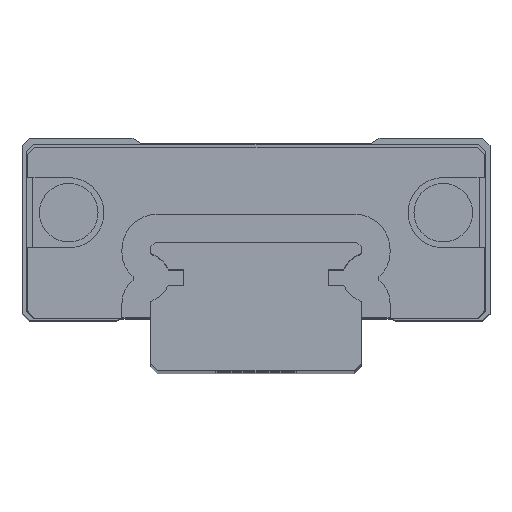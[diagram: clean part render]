
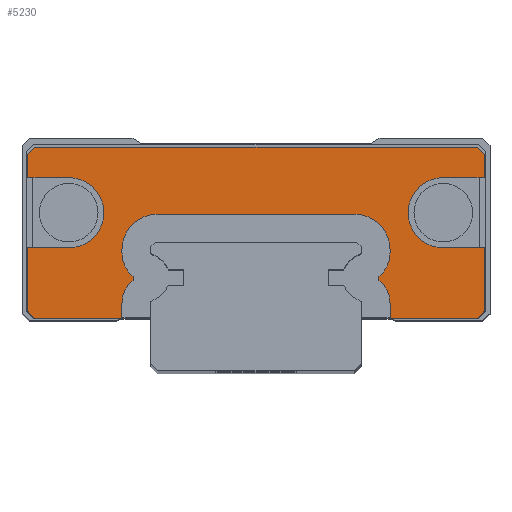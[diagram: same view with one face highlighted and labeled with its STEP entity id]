
A CAD part, top view. The second image highlights one B-rep face of the part: STEP entity #5230.
In plain terms, the highlighted planar face has unit normal (0, 0, 1).
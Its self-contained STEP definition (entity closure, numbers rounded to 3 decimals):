
#108=CIRCLE('',#7223,1.5);
#110=CIRCLE('',#7230,1.5);
#123=CIRCLE('',#7273,1.3);
#124=CIRCLE('',#7274,0.1);
#125=CIRCLE('',#7275,1.3);
#126=CIRCLE('',#7276,1.5);
#127=CIRCLE('',#7277,1.5);
#128=CIRCLE('',#7278,1.3);
#129=CIRCLE('',#7279,0.1);
#130=CIRCLE('',#7280,1.3);
#1047=ORIENTED_EDGE('',*,*,#1986,.T.);
#1048=ORIENTED_EDGE('',*,*,#2099,.F.);
#1049=ORIENTED_EDGE('',*,*,#2097,.F.);
#1050=ORIENTED_EDGE('',*,*,#2061,.F.);
#1051=ORIENTED_EDGE('',*,*,#2096,.T.);
#1052=ORIENTED_EDGE('',*,*,#2056,.F.);
#1053=ORIENTED_EDGE('',*,*,#2094,.F.);
#1054=ORIENTED_EDGE('',*,*,#2092,.F.);
#1055=ORIENTED_EDGE('',*,*,#2090,.F.);
#1056=ORIENTED_EDGE('',*,*,#2088,.F.);
#1057=ORIENTED_EDGE('',*,*,#2086,.F.);
#1058=ORIENTED_EDGE('',*,*,#2071,.F.);
#1059=ORIENTED_EDGE('',*,*,#2104,.T.);
#1060=ORIENTED_EDGE('',*,*,#2066,.F.);
#1061=ORIENTED_EDGE('',*,*,#2102,.F.);
#1062=ORIENTED_EDGE('',*,*,#2100,.F.);
#1063=ORIENTED_EDGE('',*,*,#1916,.T.);
#1064=ORIENTED_EDGE('',*,*,#2230,.F.);
#1065=ORIENTED_EDGE('',*,*,#2231,.F.);
#1066=ORIENTED_EDGE('',*,*,#2232,.T.);
#1067=ORIENTED_EDGE('',*,*,#2233,.F.);
#1068=ORIENTED_EDGE('',*,*,#2234,.F.);
#1069=ORIENTED_EDGE('',*,*,#2235,.F.);
#1070=ORIENTED_EDGE('',*,*,#2236,.F.);
#1071=ORIENTED_EDGE('',*,*,#2237,.F.);
#1072=ORIENTED_EDGE('',*,*,#2238,.F.);
#1073=ORIENTED_EDGE('',*,*,#2239,.F.);
#1074=ORIENTED_EDGE('',*,*,#2240,.T.);
#1075=ORIENTED_EDGE('',*,*,#2241,.F.);
#1076=ORIENTED_EDGE('',*,*,#2242,.F.);
#1916=EDGE_CURVE('',#2619,#2618,#3150,.T.);
#1986=EDGE_CURVE('',#2667,#2666,#3212,.T.);
#2056=EDGE_CURVE('',#2731,#2732,#3266,.T.);
#2061=EDGE_CURVE('',#2735,#2736,#3271,.T.);
#2066=EDGE_CURVE('',#2739,#2740,#3276,.T.);
#2071=EDGE_CURVE('',#2743,#2744,#3281,.T.);
#2086=EDGE_CURVE('',#2744,#2757,#3288,.T.);
#2088=EDGE_CURVE('',#2757,#2758,#3290,.T.);
#2090=EDGE_CURVE('',#2758,#2759,#3292,.T.);
#2092=EDGE_CURVE('',#2759,#2760,#3294,.T.);
#2094=EDGE_CURVE('',#2760,#2731,#3296,.T.);
#2096=EDGE_CURVE('',#2735,#2732,#108,.F.);
#2097=EDGE_CURVE('',#2736,#2761,#3297,.T.);
#2099=EDGE_CURVE('',#2761,#2666,#3299,.T.);
#2100=EDGE_CURVE('',#2619,#2762,#3300,.T.);
#2102=EDGE_CURVE('',#2762,#2739,#3302,.T.);
#2104=EDGE_CURVE('',#2743,#2740,#110,.F.);
#2230=EDGE_CURVE('',#2857,#2618,#3416,.T.);
#2231=EDGE_CURVE('',#2858,#2857,#123,.T.);
#2232=EDGE_CURVE('',#2858,#2859,#124,.T.);
#2233=EDGE_CURVE('',#2860,#2859,#125,.T.);
#2234=EDGE_CURVE('',#2861,#2860,#3417,.T.);
#2235=EDGE_CURVE('',#2862,#2861,#126,.T.);
#2236=EDGE_CURVE('',#2863,#2862,#3418,.T.);
#2237=EDGE_CURVE('',#2864,#2863,#127,.T.);
#2238=EDGE_CURVE('',#2865,#2864,#3419,.T.);
#2239=EDGE_CURVE('',#2866,#2865,#128,.T.);
#2240=EDGE_CURVE('',#2866,#2867,#129,.T.);
#2241=EDGE_CURVE('',#2868,#2867,#130,.T.);
#2242=EDGE_CURVE('',#2667,#2868,#3420,.T.);
#2618=VERTEX_POINT('',#9286);
#2619=VERTEX_POINT('',#9288);
#2666=VERTEX_POINT('',#9426);
#2667=VERTEX_POINT('',#9428);
#2731=VERTEX_POINT('',#9566);
#2732=VERTEX_POINT('',#9568);
#2735=VERTEX_POINT('',#9576);
#2736=VERTEX_POINT('',#9578);
#2739=VERTEX_POINT('',#9586);
#2740=VERTEX_POINT('',#9588);
#2743=VERTEX_POINT('',#9596);
#2744=VERTEX_POINT('',#9598);
#2757=VERTEX_POINT('',#9628);
#2758=VERTEX_POINT('',#9632);
#2759=VERTEX_POINT('',#9636);
#2760=VERTEX_POINT('',#9640);
#2761=VERTEX_POINT('',#9649);
#2762=VERTEX_POINT('',#9655);
#2857=VERTEX_POINT('',#9912);
#2858=VERTEX_POINT('',#9914);
#2859=VERTEX_POINT('',#9916);
#2860=VERTEX_POINT('',#9918);
#2861=VERTEX_POINT('',#9920);
#2862=VERTEX_POINT('',#9922);
#2863=VERTEX_POINT('',#9924);
#2864=VERTEX_POINT('',#9926);
#2865=VERTEX_POINT('',#9928);
#2866=VERTEX_POINT('',#9930);
#2867=VERTEX_POINT('',#9932);
#2868=VERTEX_POINT('',#9934);
#3150=LINE('',#9287,#3776);
#3212=LINE('',#9427,#3838);
#3266=LINE('',#9567,#3892);
#3271=LINE('',#9577,#3897);
#3276=LINE('',#9587,#3902);
#3281=LINE('',#9597,#3907);
#3288=LINE('',#9627,#3914);
#3290=LINE('',#9631,#3916);
#3292=LINE('',#9635,#3918);
#3294=LINE('',#9639,#3920);
#3296=LINE('',#9643,#3922);
#3297=LINE('',#9648,#3923);
#3299=LINE('',#9652,#3925);
#3300=LINE('',#9654,#3926);
#3302=LINE('',#9658,#3928);
#3416=LINE('',#9911,#4042);
#3417=LINE('',#9919,#4043);
#3418=LINE('',#9923,#4044);
#3419=LINE('',#9927,#4045);
#3420=LINE('',#9935,#4046);
#3776=VECTOR('',#7813,1000.);
#3838=VECTOR('',#7935,1000.);
#3892=VECTOR('',#8031,1000.);
#3897=VECTOR('',#8038,1000.);
#3902=VECTOR('',#8045,1000.);
#3907=VECTOR('',#8052,1000.);
#3914=VECTOR('',#8079,1000.);
#3916=VECTOR('',#8083,1000.);
#3918=VECTOR('',#8087,1000.);
#3920=VECTOR('',#8091,1000.);
#3922=VECTOR('',#8095,1000.);
#3923=VECTOR('',#8104,1000.);
#3925=VECTOR('',#8108,1000.);
#3926=VECTOR('',#8111,1000.);
#3928=VECTOR('',#8115,1000.);
#4042=VECTOR('',#8319,1000.);
#4043=VECTOR('',#8326,1000.);
#4044=VECTOR('',#8329,1000.);
#4045=VECTOR('',#8332,1000.);
#4046=VECTOR('',#8339,1000.);
#4408=EDGE_LOOP('',(#1047,#1048,#1049,#1050,#1051,#1052,#1053,#1054,#1055,
#1056,#1057,#1058,#1059,#1060,#1061,#1062,#1063,#1064,#1065,#1066,#1067,
#1068,#1069,#1070,#1071,#1072,#1073,#1074,#1075,#1076));
#4726=FACE_BOUND('',#4408,.T.);
#4998=PLANE('',#7272);
#5230=ADVANCED_FACE('',(#4726),#4998,.T.);
#7223=AXIS2_PLACEMENT_3D('',#9646,#8100,#8101);
#7230=AXIS2_PLACEMENT_3D('',#9661,#8120,#8121);
#7272=AXIS2_PLACEMENT_3D('',#9910,#8317,#8318);
#7273=AXIS2_PLACEMENT_3D('',#9913,#8320,#8321);
#7274=AXIS2_PLACEMENT_3D('',#9915,#8322,#8323);
#7275=AXIS2_PLACEMENT_3D('',#9917,#8324,#8325);
#7276=AXIS2_PLACEMENT_3D('',#9921,#8327,#8328);
#7277=AXIS2_PLACEMENT_3D('',#9925,#8330,#8331);
#7278=AXIS2_PLACEMENT_3D('',#9929,#8333,#8334);
#7279=AXIS2_PLACEMENT_3D('',#9931,#8335,#8336);
#7280=AXIS2_PLACEMENT_3D('',#9933,#8337,#8338);
#7813=DIRECTION('',(1.,0.,0.));
#7935=DIRECTION('',(1.,0.,0.));
#8031=DIRECTION('',(-1.,0.,0.));
#8038=DIRECTION('',(1.,0.,0.));
#8045=DIRECTION('',(1.,0.,0.));
#8052=DIRECTION('',(-1.,0.,0.));
#8079=DIRECTION('',(0.,1.,0.));
#8083=DIRECTION('',(0.707,0.707,0.));
#8087=DIRECTION('',(1.,0.,0.));
#8091=DIRECTION('',(0.707,-0.707,0.));
#8095=DIRECTION('',(0.,-1.,0.));
#8100=DIRECTION('',(0.,0.,1.));
#8101=DIRECTION('',(1.,0.,0.));
#8104=DIRECTION('',(0.,-1.,0.));
#8108=DIRECTION('',(-0.707,-0.707,0.));
#8111=DIRECTION('',(-0.707,0.707,0.));
#8115=DIRECTION('',(0.,1.,0.));
#8120=DIRECTION('',(0.,0.,1.));
#8121=DIRECTION('',(1.,0.,0.));
#8317=DIRECTION('',(0.,0.,1.));
#8318=DIRECTION('',(1.,0.,0.));
#8319=DIRECTION('',(0.,-1.,0.));
#8320=DIRECTION('',(0.,0.,1.));
#8321=DIRECTION('',(1.,0.,0.));
#8322=DIRECTION('',(0.,0.,1.));
#8323=DIRECTION('',(1.,0.,0.));
#8324=DIRECTION('',(0.,0.,1.));
#8325=DIRECTION('',(1.,0.,0.));
#8326=DIRECTION('',(0.,-1.,0.));
#8327=DIRECTION('',(0.,0.,1.));
#8328=DIRECTION('',(1.,0.,0.));
#8329=DIRECTION('',(-1.,0.,0.));
#8330=DIRECTION('',(0.,0.,1.));
#8331=DIRECTION('',(1.,0.,0.));
#8332=DIRECTION('',(0.,1.,0.));
#8333=DIRECTION('',(0.,0.,1.));
#8334=DIRECTION('',(1.,0.,0.));
#8335=DIRECTION('',(0.,0.,1.));
#8336=DIRECTION('',(1.,0.,0.));
#8337=DIRECTION('',(0.,0.,1.));
#8338=DIRECTION('',(1.,0.,0.));
#8339=DIRECTION('',(0.,1.,0.));
#9286=CARTESIAN_POINT('',(-5.73,2.3,14.5));
#9287=CARTESIAN_POINT('',(-5.758,2.3,14.5));
#9288=CARTESIAN_POINT('',(-9.45,2.3,14.5));
#9426=CARTESIAN_POINT('',(9.45,2.3,14.5));
#9427=CARTESIAN_POINT('',(-5.758,2.3,14.5));
#9428=CARTESIAN_POINT('',(5.73,2.3,14.5));
#9566=CARTESIAN_POINT('',(9.75,8.3,14.5));
#9567=CARTESIAN_POINT('',(8.,8.3,14.5));
#9568=CARTESIAN_POINT('',(8.,8.3,14.5));
#9576=CARTESIAN_POINT('',(8.,5.3,14.5));
#9577=CARTESIAN_POINT('',(9.75,5.3,14.5));
#9578=CARTESIAN_POINT('',(9.75,5.3,14.5));
#9586=CARTESIAN_POINT('',(-9.75,5.3,14.5));
#9587=CARTESIAN_POINT('',(-8.,5.3,14.5));
#9588=CARTESIAN_POINT('',(-8.,5.3,14.5));
#9596=CARTESIAN_POINT('',(-8.,8.3,14.5));
#9597=CARTESIAN_POINT('',(-9.75,8.3,14.5));
#9598=CARTESIAN_POINT('',(-9.75,8.3,14.5));
#9627=CARTESIAN_POINT('',(-9.75,9.3,14.5));
#9628=CARTESIAN_POINT('',(-9.75,9.3,14.5));
#9631=CARTESIAN_POINT('',(-9.45,9.6,14.5));
#9632=CARTESIAN_POINT('',(-9.45,9.6,14.5));
#9635=CARTESIAN_POINT('',(9.45,9.6,14.5));
#9636=CARTESIAN_POINT('',(9.45,9.6,14.5));
#9639=CARTESIAN_POINT('',(9.75,9.3,14.5));
#9640=CARTESIAN_POINT('',(9.75,9.3,14.5));
#9643=CARTESIAN_POINT('',(9.75,8.3,14.5));
#9646=CARTESIAN_POINT('',(8.,6.8,14.5));
#9648=CARTESIAN_POINT('',(9.75,2.6,14.5));
#9649=CARTESIAN_POINT('',(9.75,2.6,14.5));
#9652=CARTESIAN_POINT('',(9.45,2.3,14.5));
#9654=CARTESIAN_POINT('',(-9.75,2.6,14.5));
#9655=CARTESIAN_POINT('',(-9.75,2.6,14.5));
#9658=CARTESIAN_POINT('',(-9.75,5.3,14.5));
#9661=CARTESIAN_POINT('',(-8.,6.8,14.5));
#9910=CARTESIAN_POINT('',(0.,0.,14.5));
#9911=CARTESIAN_POINT('',(-5.73,2.916,14.5));
#9912=CARTESIAN_POINT('',(-5.73,2.916,14.5));
#9913=CARTESIAN_POINT('',(-4.43,2.916,14.5));
#9914=CARTESIAN_POINT('',(-5.253,3.923,14.5));
#9915=CARTESIAN_POINT('',(-5.316,4.,14.5));
#9916=CARTESIAN_POINT('',(-5.253,4.077,14.5));
#9917=CARTESIAN_POINT('',(-4.43,5.084,14.5));
#9918=CARTESIAN_POINT('',(-5.73,5.084,14.5));
#9919=CARTESIAN_POINT('',(-5.73,5.23,14.5));
#9920=CARTESIAN_POINT('',(-5.73,5.23,14.5));
#9921=CARTESIAN_POINT('',(-4.23,5.23,14.5));
#9922=CARTESIAN_POINT('',(-4.23,6.73,14.5));
#9923=CARTESIAN_POINT('',(4.23,6.73,14.5));
#9924=CARTESIAN_POINT('',(4.23,6.73,14.5));
#9925=CARTESIAN_POINT('',(4.23,5.23,14.5));
#9926=CARTESIAN_POINT('',(5.73,5.23,14.5));
#9927=CARTESIAN_POINT('',(5.73,5.084,14.5));
#9928=CARTESIAN_POINT('',(5.73,5.084,14.5));
#9929=CARTESIAN_POINT('',(4.43,5.084,14.5));
#9930=CARTESIAN_POINT('',(5.253,4.077,14.5));
#9931=CARTESIAN_POINT('',(5.316,4.,14.5));
#9932=CARTESIAN_POINT('',(5.253,3.923,14.5));
#9933=CARTESIAN_POINT('',(4.43,2.916,14.5));
#9934=CARTESIAN_POINT('',(5.73,2.916,14.5));
#9935=CARTESIAN_POINT('',(5.73,2.3,14.5));
